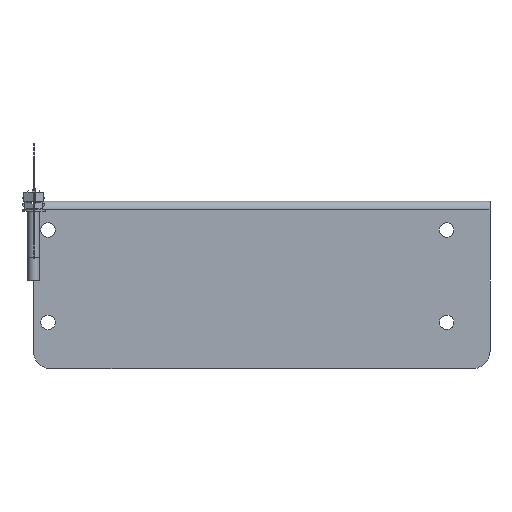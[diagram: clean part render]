
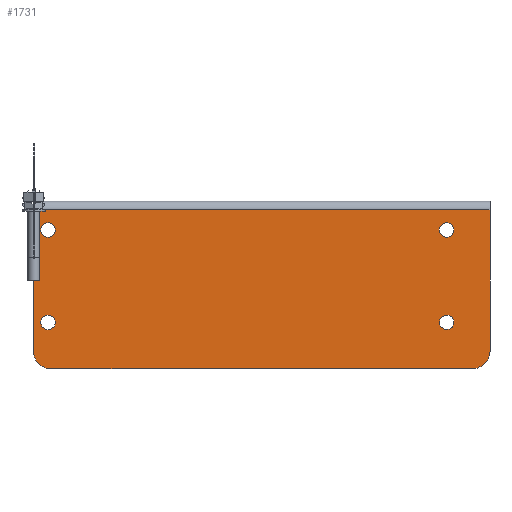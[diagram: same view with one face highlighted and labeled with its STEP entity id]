
A CAD part, left-side view. The second image highlights one B-rep face of the part: STEP entity #1731.
In plain terms, the highlighted planar face has unit normal (-1, 0, 0).
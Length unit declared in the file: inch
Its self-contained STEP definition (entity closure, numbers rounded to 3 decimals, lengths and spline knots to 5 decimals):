
#96 = DIRECTION ( 'NONE',  ( 0., 0., -1. ) ) ;
#380 = VERTEX_POINT ( 'NONE', #6235 ) ;
#405 = VECTOR ( 'NONE', #7021, 39.37008 ) ;
#429 = ORIENTED_EDGE ( 'NONE', *, *, #6756, .F. ) ;
#538 = CARTESIAN_POINT ( 'NONE',  ( 0., -0.375, -3.625 ) ) ;
#543 = VERTEX_POINT ( 'NONE', #6196 ) ;
#578 = DIRECTION ( 'NONE',  ( 1., 0., 0. ) ) ;
#586 = ORIENTED_EDGE ( 'NONE', *, *, #3077, .F. ) ;
#727 = ORIENTED_EDGE ( 'NONE', *, *, #4910, .F. ) ;
#740 = DIRECTION ( 'NONE',  ( 0., 0., 1. ) ) ;
#842 = CARTESIAN_POINT ( 'NONE',  ( 0., -8.9375, -2.46875 ) ) ;
#985 = ORIENTED_EDGE ( 'NONE', *, *, #5494, .F. ) ;
#1012 = DIRECTION ( 'NONE',  ( 0., 0., -1. ) ) ;
#1016 = AXIS2_PLACEMENT_3D ( 'NONE', #1124, #578, #7480 ) ;
#1039 = ORIENTED_EDGE ( 'NONE', *, *, #3747, .F. ) ;
#1086 = FACE_BOUND ( 'NONE', #4165, .T. ) ;
#1103 = DIRECTION ( 'NONE',  ( -1., 0., 0. ) ) ;
#1124 = CARTESIAN_POINT ( 'NONE',  ( 0., 0., 0. ) ) ;
#1214 = VERTEX_POINT ( 'NONE', #6246 ) ;
#1266 = LINE ( 'NONE', #7697, #5102 ) ;
#1473 = VERTEX_POINT ( 'NONE', #842 ) ;
#1476 = DIRECTION ( 'NONE',  ( -1., 0., 0. ) ) ;
#1552 = AXIS2_PLACEMENT_3D ( 'NONE', #7459, #1103, #3024 ) ;
#1614 = ORIENTED_EDGE ( 'NONE', *, *, #7984, .F. ) ;
#1711 = VERTEX_POINT ( 'NONE', #538 ) ;
#1731 = ADVANCED_FACE ( 'NONE', ( #8224, #1086, #1792, #6859, #5720 ), #1869, .F. ) ;
#1792 = FACE_BOUND ( 'NONE', #4783, .T. ) ;
#1869 = PLANE ( 'NONE',  #1016 ) ;
#1889 = ORIENTED_EDGE ( 'NONE', *, *, #4087, .F. ) ;
#1990 = CARTESIAN_POINT ( 'NONE',  ( 0., -8.9375, -2.625 ) ) ;
#2260 = VERTEX_POINT ( 'NONE', #2725 ) ;
#2273 = CARTESIAN_POINT ( 'NONE',  ( 0., -9.5, -3.25 ) ) ;
#2299 = AXIS2_PLACEMENT_3D ( 'NONE', #2273, #5331, #1012 ) ;
#2368 = LINE ( 'NONE', #2954, #5574 ) ;
#2517 = VERTEX_POINT ( 'NONE', #2797 ) ;
#2528 = VERTEX_POINT ( 'NONE', #7891 ) ;
#2614 = AXIS2_PLACEMENT_3D ( 'NONE', #3614, #5824, #6495 ) ;
#2653 = CIRCLE ( 'NONE', #4130, 0.15625 ) ;
#2691 = EDGE_LOOP ( 'NONE', ( #3820, #1039, #1614, #8078, #985, #1889 ) ) ;
#2725 = CARTESIAN_POINT ( 'NONE',  ( 0., -8.9375, -0.46875 ) ) ;
#2797 = CARTESIAN_POINT ( 'NONE',  ( 0., -9.5, -3.625 ) ) ;
#2954 = CARTESIAN_POINT ( 'NONE',  ( 0., 0., -0.185 ) ) ;
#3022 = EDGE_LOOP ( 'NONE', ( #586 ) ) ;
#3024 = DIRECTION ( 'NONE',  ( 0., 0., 1. ) ) ;
#3077 = EDGE_CURVE ( 'NONE', #2260, #2260, #2653, .T. ) ;
#3093 = CIRCLE ( 'NONE', #2299, 0.375 ) ;
#3157 = CARTESIAN_POINT ( 'NONE',  ( 0., -9.875, -3.25 ) ) ;
#3240 = LINE ( 'NONE', #3749, #6279 ) ;
#3287 = CIRCLE ( 'NONE', #6501, 0.375 ) ;
#3356 = CARTESIAN_POINT ( 'NONE',  ( 0., -8.9375, -0.625 ) ) ;
#3614 = CARTESIAN_POINT ( 'NONE',  ( 0., -0.313, -2.625 ) ) ;
#3747 = EDGE_CURVE ( 'NONE', #2517, #1711, #8268, .T. ) ;
#3749 = CARTESIAN_POINT ( 'NONE',  ( 0., 0., 0. ) ) ;
#3780 = VERTEX_POINT ( 'NONE', #5182 ) ;
#3820 = ORIENTED_EDGE ( 'NONE', *, *, #6946, .F. ) ;
#3965 = CIRCLE ( 'NONE', #5435, 0.15625 ) ;
#4071 = VERTEX_POINT ( 'NONE', #3157 ) ;
#4087 = EDGE_CURVE ( 'NONE', #2528, #1214, #3240, .T. ) ;
#4130 = AXIS2_PLACEMENT_3D ( 'NONE', #3356, #1476, #5403 ) ;
#4165 = EDGE_LOOP ( 'NONE', ( #5493 ) ) ;
#4783 = EDGE_LOOP ( 'NONE', ( #727 ) ) ;
#4910 = EDGE_CURVE ( 'NONE', #1473, #1473, #3965, .T. ) ;
#4945 = EDGE_LOOP ( 'NONE', ( #429 ) ) ;
#5094 = CARTESIAN_POINT ( 'NONE',  ( 0., 0., -3.625 ) ) ;
#5102 = VECTOR ( 'NONE', #96, 39.37008 ) ;
#5153 = DIRECTION ( 'NONE',  ( 1., 0., 0. ) ) ;
#5182 = CARTESIAN_POINT ( 'NONE',  ( 0., -9.875, -0.185 ) ) ;
#5301 = CIRCLE ( 'NONE', #1552, 0.15625 ) ;
#5331 = DIRECTION ( 'NONE',  ( 1., 0., 0. ) ) ;
#5403 = DIRECTION ( 'NONE',  ( 0., 0., 1. ) ) ;
#5435 = AXIS2_PLACEMENT_3D ( 'NONE', #1990, #7057, #740 ) ;
#5493 = ORIENTED_EDGE ( 'NONE', *, *, #6858, .F. ) ;
#5494 = EDGE_CURVE ( 'NONE', #1214, #3780, #2368, .T. ) ;
#5564 = CIRCLE ( 'NONE', #2614, 0.15625 ) ;
#5574 = VECTOR ( 'NONE', #6686, 39.37008 ) ;
#5720 = FACE_BOUND ( 'NONE', #4945, .T. ) ;
#5824 = DIRECTION ( 'NONE',  ( -1., 0., 0. ) ) ;
#6196 = CARTESIAN_POINT ( 'NONE',  ( 0., -0.313, -0.46875 ) ) ;
#6235 = CARTESIAN_POINT ( 'NONE',  ( 0., -0.313, -2.46875 ) ) ;
#6246 = CARTESIAN_POINT ( 'NONE',  ( 0., 0., -0.185 ) ) ;
#6279 = VECTOR ( 'NONE', #6305, 39.37008 ) ;
#6305 = DIRECTION ( 'NONE',  ( 0., 0., 1. ) ) ;
#6495 = DIRECTION ( 'NONE',  ( 0., 0., 1. ) ) ;
#6501 = AXIS2_PLACEMENT_3D ( 'NONE', #7610, #5153, #7693 ) ;
#6686 = DIRECTION ( 'NONE',  ( 0., -1., 0. ) ) ;
#6756 = EDGE_CURVE ( 'NONE', #543, #543, #5301, .T. ) ;
#6858 = EDGE_CURVE ( 'NONE', #380, #380, #5564, .T. ) ;
#6859 = FACE_BOUND ( 'NONE', #3022, .T. ) ;
#6946 = EDGE_CURVE ( 'NONE', #1711, #2528, #3287, .T. ) ;
#7021 = DIRECTION ( 'NONE',  ( 0., 1., 0. ) ) ;
#7057 = DIRECTION ( 'NONE',  ( -1., 0., 0. ) ) ;
#7459 = CARTESIAN_POINT ( 'NONE',  ( 0., -0.313, -0.625 ) ) ;
#7480 = DIRECTION ( 'NONE',  ( 0., 0., -1. ) ) ;
#7610 = CARTESIAN_POINT ( 'NONE',  ( 0., -0.375, -3.25 ) ) ;
#7693 = DIRECTION ( 'NONE',  ( 0., 0., 1. ) ) ;
#7697 = CARTESIAN_POINT ( 'NONE',  ( 0., -9.875, 0. ) ) ;
#7891 = CARTESIAN_POINT ( 'NONE',  ( 0., 0., -3.25 ) ) ;
#7937 = EDGE_CURVE ( 'NONE', #3780, #4071, #1266, .T. ) ;
#7984 = EDGE_CURVE ( 'NONE', #4071, #2517, #3093, .T. ) ;
#8078 = ORIENTED_EDGE ( 'NONE', *, *, #7937, .F. ) ;
#8224 = FACE_OUTER_BOUND ( 'NONE', #2691, .T. ) ;
#8268 = LINE ( 'NONE', #5094, #405 ) ;
